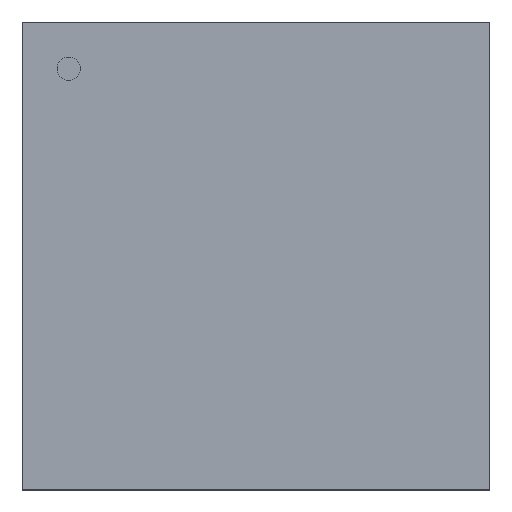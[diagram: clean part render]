
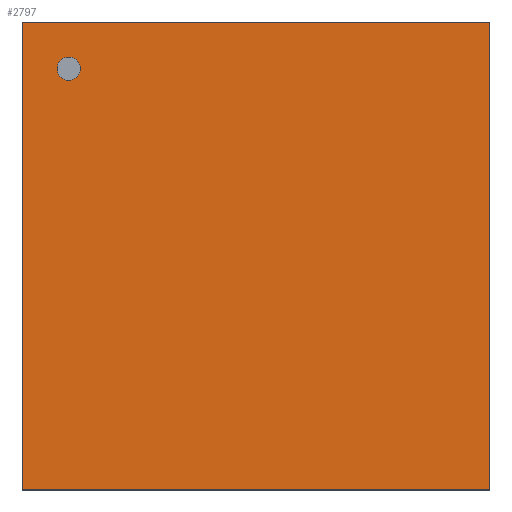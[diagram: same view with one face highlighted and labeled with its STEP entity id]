
A CAD part, top view. The second image highlights one B-rep face of the part: STEP entity #2797.
In plain terms, the highlighted planar face has unit normal (0, 0, 1).
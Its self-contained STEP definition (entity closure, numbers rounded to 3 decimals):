
#2573=CARTESIAN_POINT('',(6.998,-6.998,1.702));
#2572=VERTEX_POINT('',#2573);
#2583=CARTESIAN_POINT('',(-6.998,-6.998,1.702));
#2582=VERTEX_POINT('',#2583);
#2581=EDGE_CURVE('',#2582,#2572,#2586,.T.);
#2586=LINE('',#2583,#2588);
#2588=VECTOR('',#2589,13.995);
#2589=DIRECTION('',(1.0,0.0,0.0));
#2622=CARTESIAN_POINT('',(6.998,6.998,1.702));
#2621=VERTEX_POINT('',#2622);
#2630=EDGE_CURVE('',#2572,#2621,#2635,.T.);
#2635=LINE('',#2573,#2637);
#2637=VECTOR('',#2638,13.995);
#2638=DIRECTION('',(0.0,1.0,0.0));
#2671=CARTESIAN_POINT('',(-6.998,6.998,1.702));
#2670=VERTEX_POINT('',#2671);
#2679=EDGE_CURVE('',#2621,#2670,#2684,.T.);
#2684=LINE('',#2622,#2686);
#2686=VECTOR('',#2687,13.995);
#2687=DIRECTION('',(-1.0,0.0,0.0));
#2728=EDGE_CURVE('',#2670,#2582,#2733,.T.);
#2733=LINE('',#2671,#2735);
#2735=VECTOR('',#2736,13.995);
#2736=DIRECTION('',(0.0,-1.0,0.0));
#2797=ADVANCED_FACE('',(#2803),#2798,.T.);
#2798=PLANE('',#2799);
#2799=AXIS2_PLACEMENT_3D('',#2800,#2801,#2802);
#2800=CARTESIAN_POINT('',(-6.998,-6.998,1.702));
#2801=DIRECTION('',(0.0,0.0,1.0));
#2802=DIRECTION('',(0.,1.,0.));
#2803=FACE_OUTER_BOUND('',#2804,.T.);
#2804=EDGE_LOOP('',(#2805,#2815,#2825,#2835));
#2805=ORIENTED_EDGE('',*,*,#2581,.T.);
#2815=ORIENTED_EDGE('',*,*,#2630,.T.);
#2825=ORIENTED_EDGE('',*,*,#2679,.T.);
#2835=ORIENTED_EDGE('',*,*,#2728,.T.);
